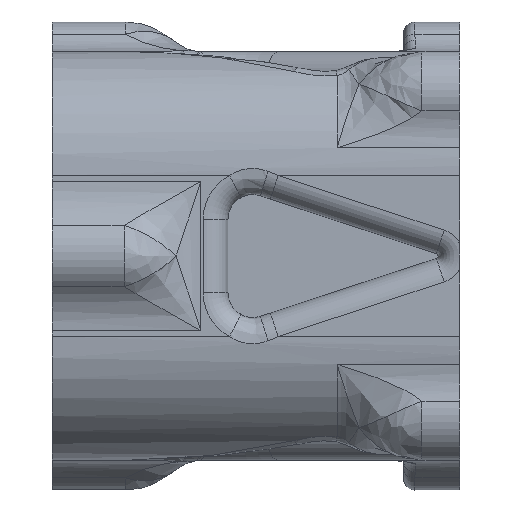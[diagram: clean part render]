
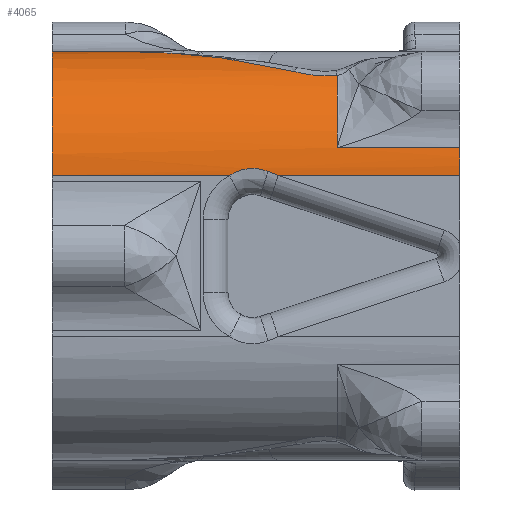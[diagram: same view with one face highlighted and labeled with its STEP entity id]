
A CAD part, left-side view. The second image highlights one B-rep face of the part: STEP entity #4065.
In plain terms, the highlighted cylindrical face has radius 10 mm (diameter 20 mm), a partial arc.
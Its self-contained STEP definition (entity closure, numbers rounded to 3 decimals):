
#204 = VERTEX_POINT ( 'NONE', #887 ) ;
#342 = CARTESIAN_POINT ( 'NONE',  ( 10., 37.455, 16.5 ) ) ;
#408 = CARTESIAN_POINT ( 'NONE',  ( 0.255, 10.3, 8.742 ) ) ;
#545 = B_SPLINE_CURVE_WITH_KNOTS ( 'NONE', 3,
 ( #2216, #9657, #6448, #10703, #3146, #3079, #3011, #2941, #13554, #941 ),
 .UNSPECIFIED., .F., .F.,
 ( 4, 2, 2, 2, 4 ),
 ( 0., 0.001, 0.002, 0.002, 0.003 ),
 .UNSPECIFIED. ) ;
#561 = DIRECTION ( 'NONE',  ( 0., 1., 0. ) ) ;
#715 = DIRECTION ( 'NONE',  ( 0., 0., -1. ) ) ;
#850 = DIRECTION ( 'NONE',  ( 0., -1., 0. ) ) ;
#887 = CARTESIAN_POINT ( 'NONE',  ( 0.006, 25.768, 6.833 ) ) ;
#921 = DIRECTION ( 'NONE',  ( 0., -1., 0. ) ) ;
#934 = CARTESIAN_POINT ( 'NONE',  ( 4.239, 22.574, 14.674 ) ) ;
#941 = CARTESIAN_POINT ( 'NONE',  ( 0.006, 25.768, 6.833 ) ) ;
#1007 = VECTOR ( 'NONE', #561, 1000. ) ;
#1136 = EDGE_CURVE ( 'NONE', #2685, #13180, #7865, .T. ) ;
#1595 = DIRECTION ( 'NONE',  ( 0., 1., 0. ) ) ;
#1639 = CIRCLE ( 'NONE', #10307, 10. ) ;
#1908 = CARTESIAN_POINT ( 'NONE',  ( 10., 20.2, 6.5 ) ) ;
#1954 = CARTESIAN_POINT ( 'NONE',  ( 0., 0., 6.5 ) ) ;
#1966 = DIRECTION ( 'NONE',  ( 0., 0., 1. ) ) ;
#2012 = EDGE_CURVE ( 'NONE', #13180, #6132, #1639, .T. ) ;
#2216 = CARTESIAN_POINT ( 'NONE',  ( 0., 28.892, 6.5 ) ) ;
#2348 = FACE_OUTER_BOUND ( 'NONE', #11624, .T. ) ;
#2602 = AXIS2_PLACEMENT_3D ( 'NONE', #6656, #11724, #6586 ) ;
#2685 = VERTEX_POINT ( 'NONE', #408 ) ;
#2780 = VECTOR ( 'NONE', #6827, 1000. ) ;
#2941 = CARTESIAN_POINT ( 'NONE',  ( 0.013, 26.287, 7.01 ) ) ;
#3011 = CARTESIAN_POINT ( 'NONE',  ( 0.017, 26.823, 7.088 ) ) ;
#3079 = CARTESIAN_POINT ( 'NONE',  ( 0.018, 27.099, 7.094 ) ) ;
#3126 = CARTESIAN_POINT ( 'NONE',  ( 10., 43.2, 16.5 ) ) ;
#3146 = CARTESIAN_POINT ( 'NONE',  ( 0.014, 27.645, 7.033 ) ) ;
#3366 = VECTOR ( 'NONE', #921, 1000. ) ;
#3389 = ORIENTED_EDGE ( 'NONE', *, *, #1136, .T. ) ;
#3663 = CARTESIAN_POINT ( 'NONE',  ( 10., 10.3, 6.5 ) ) ;
#3792 = DIRECTION ( 'NONE',  ( 0., 0., -1. ) ) ;
#3905 = CARTESIAN_POINT ( 'NONE',  ( 4.114, 20.2, 14.584 ) ) ;
#3991 = B_SPLINE_CURVE_WITH_KNOTS ( 'NONE', 3,
 ( #3905, #7109, #11500, #4051, #12537, #10464, #934, #5159, #9413, #8575 ),
 .UNSPECIFIED., .F., .F.,
 ( 4, 2, 2, 2, 4 ),
 ( 0., 0.001, 0.002, 0.003, 0.004 ),
 .UNSPECIFIED. ) ;
#4036 = LINE ( 'NONE', #3126, #3366 ) ;
#4051 = CARTESIAN_POINT ( 'NONE',  ( 4.075, 21.402, 14.556 ) ) ;
#4065 = ADVANCED_FACE ( 'NONE', ( #2348 ), #6368, .T. ) ;
#4355 = CARTESIAN_POINT ( 'NONE',  ( 0., 25.229, 6.611 ) ) ;
#4508 = CARTESIAN_POINT ( 'NONE',  ( 6.214, 27.828, 15.955 ) ) ;
#4691 = ORIENTED_EDGE ( 'NONE', *, *, #6128, .F. ) ;
#5159 = CARTESIAN_POINT ( 'NONE',  ( 4.389, 23.143, 14.778 ) ) ;
#5200 = EDGE_CURVE ( 'NONE', #6132, #12640, #3991, .T. ) ;
#5254 =( BOUNDED_CURVE ( )  B_SPLINE_CURVE ( 3, ( #10901, #6584, #4355, #10692 ),
 .UNSPECIFIED., .F., .T. ) 
 B_SPLINE_CURVE_WITH_KNOTS ( ( 4, 4 ),
 ( 4.679, 4.712 ),
 .UNSPECIFIED. ) 
 CURVE ( )  GEOMETRIC_REPRESENTATION_ITEM ( )  RATIONAL_B_SPLINE_CURVE ( ( 1., 1., 1., 1. ) ) 
 REPRESENTATION_ITEM ( '' )  );
#5302 = ORIENTED_EDGE ( 'NONE', *, *, #6501, .T. ) ;
#5304 = CIRCLE ( 'NONE', #7082, 10. ) ;
#5391 = VERTEX_POINT ( 'NONE', #6049 ) ;
#5478 = ORIENTED_EDGE ( 'NONE', *, *, #12496, .T. ) ;
#5489 = CARTESIAN_POINT ( 'NONE',  ( 0., 24.959, 6.5 ) ) ;
#5776 = EDGE_CURVE ( 'NONE', #204, #8686, #5254, .T. ) ;
#6049 = CARTESIAN_POINT ( 'NONE',  ( 0., 43.2, 6.5 ) ) ;
#6128 = EDGE_CURVE ( 'NONE', #11180, #8999, #4036, .T. ) ;
#6132 = VERTEX_POINT ( 'NONE', #7165 ) ;
#6134 = DIRECTION ( 'NONE',  ( 0., 1., 0. ) ) ;
#6350 =( BOUNDED_CURVE ( )  B_SPLINE_CURVE ( 3, ( #10984, #4508, #9872, #342 ),
 .UNSPECIFIED., .F., .T. ) 
 B_SPLINE_CURVE_WITH_KNOTS ( ( 4, 4 ),
 ( 0.999, 1.571 ),
 .UNSPECIFIED. ) 
 CURVE ( )  GEOMETRIC_REPRESENTATION_ITEM ( )  RATIONAL_B_SPLINE_CURVE ( ( 1., 0.973, 0.973, 1. ) ) 
 REPRESENTATION_ITEM ( '' )  );
#6368 = CYLINDRICAL_SURFACE ( 'NONE', #2602, 10. ) ;
#6448 = CARTESIAN_POINT ( 'NONE',  ( 0.003, 28.418, 6.779 ) ) ;
#6491 = CIRCLE ( 'NONE', #11820, 10. ) ;
#6501 = EDGE_CURVE ( 'NONE', #12640, #8999, #6350, .T. ) ;
#6584 = CARTESIAN_POINT ( 'NONE',  ( 0.002, 25.498, 6.722 ) ) ;
#6586 = DIRECTION ( 'NONE',  ( 0., 0., -1. ) ) ;
#6656 = CARTESIAN_POINT ( 'NONE',  ( 10., 43.2, 6.5 ) ) ;
#6827 = DIRECTION ( 'NONE',  ( 0., 1., 0. ) ) ;
#6900 = EDGE_CURVE ( 'NONE', #11180, #5391, #6491, .T. ) ;
#7082 = AXIS2_PLACEMENT_3D ( 'NONE', #3663, #1595, #3792 ) ;
#7109 = CARTESIAN_POINT ( 'NONE',  ( 4.081, 20.499, 14.56 ) ) ;
#7154 = LINE ( 'NONE', #1954, #8893 ) ;
#7165 = CARTESIAN_POINT ( 'NONE',  ( 4.114, 20.2, 14.584 ) ) ;
#7187 = ORIENTED_EDGE ( 'NONE', *, *, #5776, .T. ) ;
#7865 = LINE ( 'NONE', #8842, #2780 ) ;
#8211 = CARTESIAN_POINT ( 'NONE',  ( 10., 43.2, 6.5 ) ) ;
#8575 = CARTESIAN_POINT ( 'NONE',  ( 4.589, 23.696, 14.909 ) ) ;
#8580 = CARTESIAN_POINT ( 'NONE',  ( 4.589, 23.696, 14.909 ) ) ;
#8660 = VERTEX_POINT ( 'NONE', #10009 ) ;
#8686 = VERTEX_POINT ( 'NONE', #5489 ) ;
#8842 = CARTESIAN_POINT ( 'NONE',  ( 0.255, 43.2, 8.742 ) ) ;
#8893 = VECTOR ( 'NONE', #12362, 1000. ) ;
#8904 = CARTESIAN_POINT ( 'NONE',  ( 0., 0., 6.5 ) ) ;
#8999 = VERTEX_POINT ( 'NONE', #11466 ) ;
#9413 = CARTESIAN_POINT ( 'NONE',  ( 4.481, 23.423, 14.84 ) ) ;
#9443 = CARTESIAN_POINT ( 'NONE',  ( 10., 43.2, 16.5 ) ) ;
#9444 = ORIENTED_EDGE ( 'NONE', *, *, #6900, .T. ) ;
#9657 = CARTESIAN_POINT ( 'NONE',  ( 0., 28.663, 6.652 ) ) ;
#9872 = CARTESIAN_POINT ( 'NONE',  ( 8.068, 32.542, 16.5 ) ) ;
#10009 = CARTESIAN_POINT ( 'NONE',  ( 0., 28.892, 6.5 ) ) ;
#10307 = AXIS2_PLACEMENT_3D ( 'NONE', #1908, #6134, #715 ) ;
#10357 = VERTEX_POINT ( 'NONE', #11664 ) ;
#10464 = CARTESIAN_POINT ( 'NONE',  ( 4.18, 22.286, 14.632 ) ) ;
#10674 = ORIENTED_EDGE ( 'NONE', *, *, #12148, .T. ) ;
#10692 = CARTESIAN_POINT ( 'NONE',  ( 0., 24.959, 6.5 ) ) ;
#10703 = CARTESIAN_POINT ( 'NONE',  ( 0.011, 27.908, 6.969 ) ) ;
#10714 = ORIENTED_EDGE ( 'NONE', *, *, #10735, .F. ) ;
#10720 = ORIENTED_EDGE ( 'NONE', *, *, #13159, .F. ) ;
#10735 = EDGE_CURVE ( 'NONE', #10357, #8686, #13132, .T. ) ;
#10901 = CARTESIAN_POINT ( 'NONE',  ( 0.006, 25.768, 6.833 ) ) ;
#10984 = CARTESIAN_POINT ( 'NONE',  ( 4.589, 23.696, 14.909 ) ) ;
#11180 = VERTEX_POINT ( 'NONE', #9443 ) ;
#11362 = ORIENTED_EDGE ( 'NONE', *, *, #2012, .T. ) ;
#11466 = CARTESIAN_POINT ( 'NONE',  ( 10., 37.455, 16.5 ) ) ;
#11500 = CARTESIAN_POINT ( 'NONE',  ( 4.066, 20.799, 14.549 ) ) ;
#11624 = EDGE_LOOP ( 'NONE', ( #4691, #9444, #10720, #5478, #7187, #10714, #10674, #3389, #11362, #12937, #5302 ) ) ;
#11664 = CARTESIAN_POINT ( 'NONE',  ( 0., 10.3, 6.5 ) ) ;
#11724 = DIRECTION ( 'NONE',  ( 0., -1., 0. ) ) ;
#11820 = AXIS2_PLACEMENT_3D ( 'NONE', #8211, #850, #1966 ) ;
#12148 = EDGE_CURVE ( 'NONE', #10357, #2685, #5304, .T. ) ;
#12362 = DIRECTION ( 'NONE',  ( 0., 1., 0. ) ) ;
#12496 = EDGE_CURVE ( 'NONE', #8660, #204, #545, .T. ) ;
#12537 = CARTESIAN_POINT ( 'NONE',  ( 4.098, 21.7, 14.573 ) ) ;
#12640 = VERTEX_POINT ( 'NONE', #8580 ) ;
#12937 = ORIENTED_EDGE ( 'NONE', *, *, #5200, .T. ) ;
#13132 = LINE ( 'NONE', #8904, #1007 ) ;
#13159 = EDGE_CURVE ( 'NONE', #8660, #5391, #7154, .T. ) ;
#13180 = VERTEX_POINT ( 'NONE', #13459 ) ;
#13459 = CARTESIAN_POINT ( 'NONE',  ( 0.255, 20.2, 8.742 ) ) ;
#13554 = CARTESIAN_POINT ( 'NONE',  ( 0.009, 26.022, 6.937 ) ) ;
